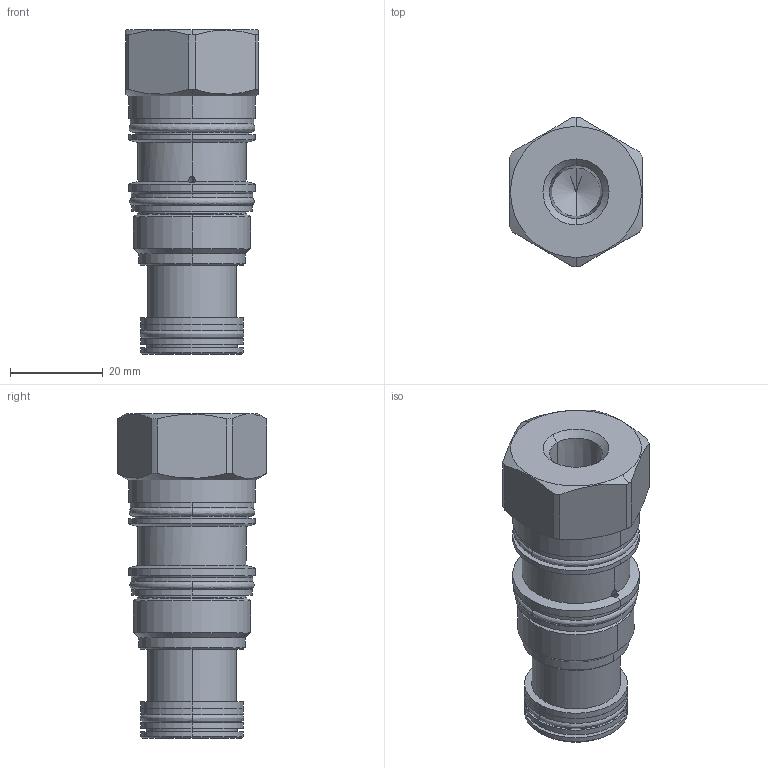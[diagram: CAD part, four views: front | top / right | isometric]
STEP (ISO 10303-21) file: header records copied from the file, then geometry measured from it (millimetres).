
FILE_DESCRIPTION((''),'2;1');
FILE_NAME('CKEH-VDN_PRT','2009-02-20T',('Administrator'),(''),'PRO/ENGINEER BY PARAMETRIC TECHNOLOGY CORPORATION, 2006240','PRO/ENGINEER BY PARAMETRIC TECHNOLOGY CORPORATION, 2006240','');
FILE_SCHEMA(('CONFIG_CONTROL_DESIGN'));
Length unit declared in the file: inch
Products named in the file (1): CKEH-VDN_PRT
Bounding box: 28.57 x 32.21 x 69.95 mm (x, y, z)
Volume: 32696.4 mm3; surface area: 9574.4 mm2
Topology: 2 solids, 3 shells, 129 faces, 283 edges, 172 vertices
Faces by surface type: cylinder 57, plane 25, cone 25, torus 14, revolution 8
Entity records: 4165 total; most frequent: CARTESIAN_POINT 1243, DIRECTION 648, ORIENTED_EDGE 562, EDGE_CURVE 281, AXIS2_PLACEMENT_3D 278, VERTEX_POINT 172, CIRCLE 157, EDGE_LOOP 145
